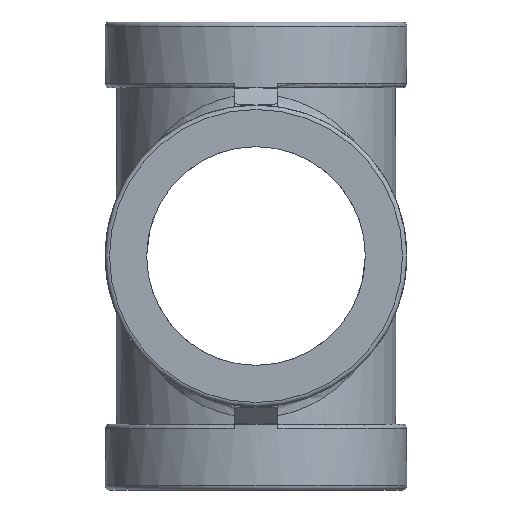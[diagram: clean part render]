
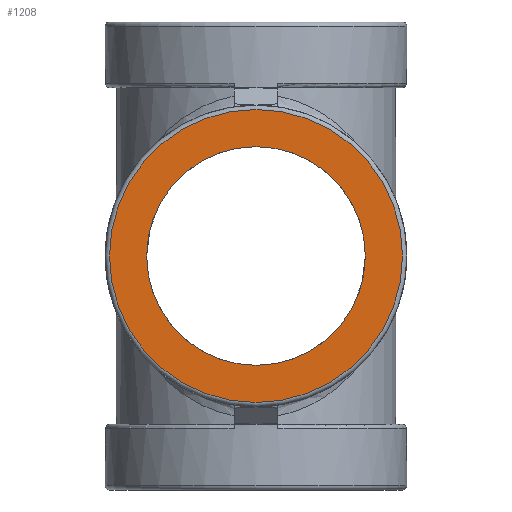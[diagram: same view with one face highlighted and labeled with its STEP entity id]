
A CAD part, front view. The second image highlights one B-rep face of the part: STEP entity #1208.
In plain terms, the highlighted planar face has unit normal (0, -1, 0).
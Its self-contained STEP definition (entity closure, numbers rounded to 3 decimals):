
#117=PLANE('',#1339);
#144=CIRCLE('',#1306,25.);
#158=CIRCLE('',#1340,33.5);
#285=ORIENTED_EDGE('',*,*,#648,.T.);
#286=ORIENTED_EDGE('',*,*,#608,.T.);
#608=EDGE_CURVE('',#785,#785,#144,.T.);
#648=EDGE_CURVE('',#819,#819,#158,.F.);
#785=VERTEX_POINT('',#1779);
#819=VERTEX_POINT('',#1861);
#1011=EDGE_LOOP('',(#285));
#1012=EDGE_LOOP('',(#286));
#1103=FACE_BOUND('',#1011,.T.);
#1104=FACE_BOUND('',#1012,.T.);
#1208=ADVANCED_FACE('',(#1103,#1104),#117,.F.);
#1306=AXIS2_PLACEMENT_3D('',#1778,#1473,#1474);
#1339=AXIS2_PLACEMENT_3D('',#1859,#1553,#1554);
#1340=AXIS2_PLACEMENT_3D('',#1860,#1555,#1556);
#1473=DIRECTION('',(0.,1.,0.));
#1474=DIRECTION('',(1.,0.,0.));
#1553=DIRECTION('',(0.,1.,0.));
#1554=DIRECTION('',(0.,0.,1.));
#1555=DIRECTION('',(0.,1.,0.));
#1556=DIRECTION('',(0.,0.,1.));
#1778=CARTESIAN_POINT('',(0.,-53.5,0.));
#1779=CARTESIAN_POINT('',(25.,-53.5,0.));
#1859=CARTESIAN_POINT('',(0.,-53.5,0.));
#1860=CARTESIAN_POINT('',(0.,-53.5,0.));
#1861=CARTESIAN_POINT('',(0.,-53.5,33.5));
